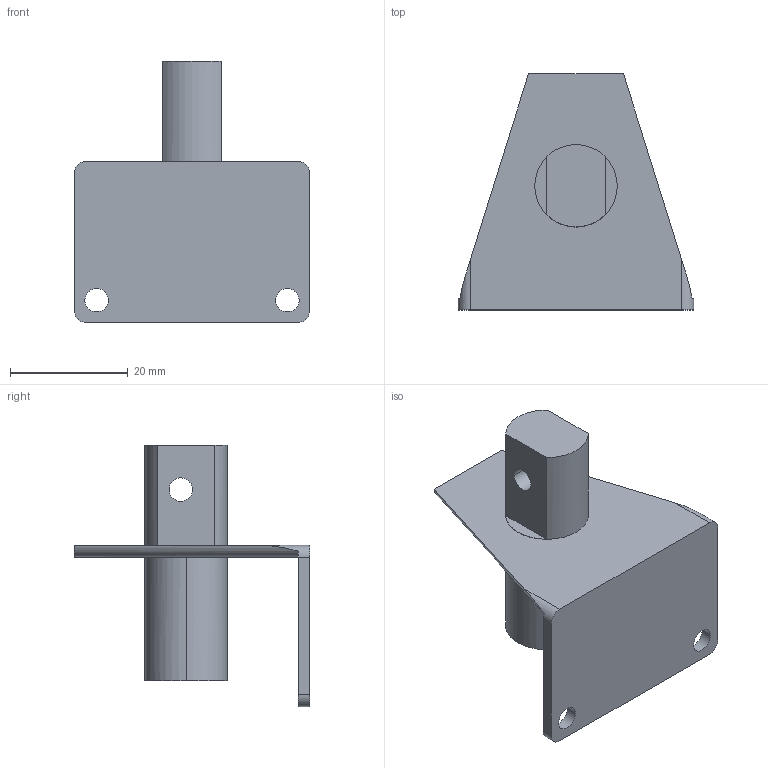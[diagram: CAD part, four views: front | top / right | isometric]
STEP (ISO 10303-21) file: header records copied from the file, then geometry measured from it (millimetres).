
FILE_DESCRIPTION (( 'STEP AP214' ), '1' );
FILE_NAME ('slider_part.STEP', '2019-02-19T20:14:34', ( '' ), ( '' ), 'SwSTEP 2.0', 'SolidWorks 2017', '' );
FILE_SCHEMA (( 'AUTOMOTIVE_DESIGN' ));
Length unit declared in the file: millimetre
Products named in the file (3): i joint_2; slider_part; piston cylinder 10 mm clamp_2
Assembly tree (2 placements, depth 2):
  slider_part
    i joint_2
    piston cylinder 10 mm clamp_2
Bounding box: 40 x 40.1 x 44.4 mm (x, y, z)
Volume: 8704.3 mm3; surface area: 6878.5 mm2
Topology: 2 solids, 2 shells, 33 faces, 84 edges, 56 vertices
Faces by surface type: cylinder 18, plane 15
Entity records: 1154 total; most frequent: CARTESIAN_POINT 208, DIRECTION 190, ORIENTED_EDGE 168, EDGE_CURVE 84, AXIS2_PLACEMENT_3D 74, VERTEX_POINT 56, LINE 42, VECTOR 42
